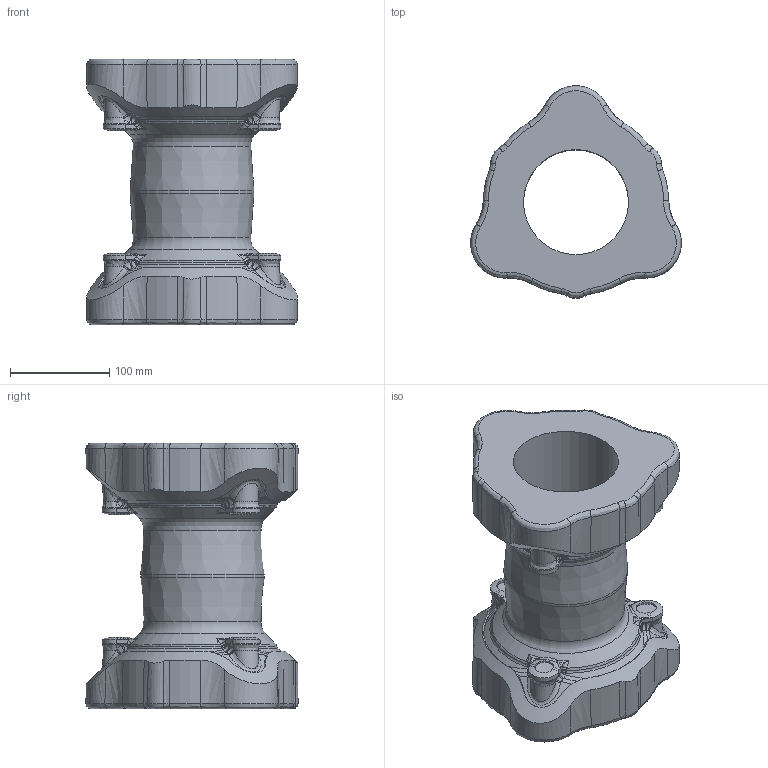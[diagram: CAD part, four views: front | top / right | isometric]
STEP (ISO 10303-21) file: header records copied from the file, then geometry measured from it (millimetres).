
FILE_DESCRIPTION (( 'STEP AP203' ), '1' );
FILE_NAME ('O_631_00_DN80_AA0_step.step', '2016-05-17T08:33:08', ( 'Windows User' ), ( 'AVK' ), 'SwSTEP 2.0', 'SolidWorks 2012', '' );
FILE_SCHEMA (( 'CONFIG_CONTROL_DESIGN' ));
Length unit declared in the file: millimetre
Products named in the file (1): O_631_00_DN80_AA0_step
Bounding box: 212.8 x 214.12 x 268 mm (x, y, z)
Volume: 3090759.1 mm3; surface area: 297871.3 mm2
Topology: 1 solids, 1 shells, 615 faces, 1570 edges, 936 vertices
Faces by surface type: bspline 428, plane 79, torus 52, cylinder 33, cone 23
Full cylindrical faces by diameter (mm): 106 x1
Entity records: 36605 total; most frequent: CARTESIAN_POINT 25532, ORIENTED_EDGE 3054, EDGE_CURVE 1527, DIRECTION 1285, VERTEX_POINT 928, B_SPLINE_CURVE_WITH_KNOTS 752, EDGE_LOOP 627, FACE_OUTER_BOUND 618
